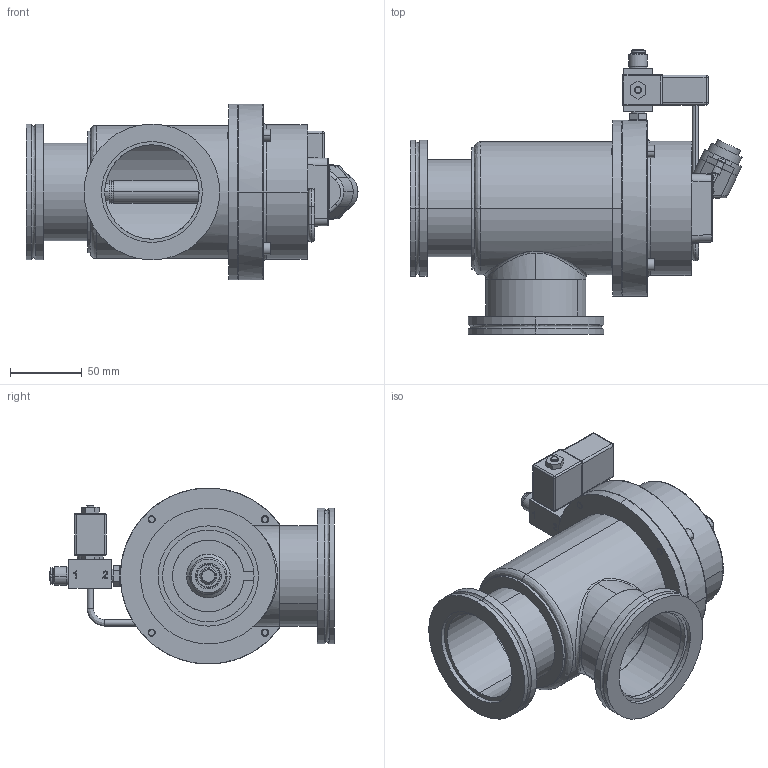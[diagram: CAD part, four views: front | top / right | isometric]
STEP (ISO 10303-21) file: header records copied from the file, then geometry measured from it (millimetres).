
FILE_DESCRIPTION (( 'STEP AP214' ), '1' );
FILE_NAME ('320VEP063-02.step', '2017-07-10T10:05:00', ( 'install' ), ( '' ), 'SwSTEP 2.0', 'SolidWorks 2015', '' );
FILE_SCHEMA (( 'AUTOMOTIVE_DESIGN' ));
Length unit declared in the file: millimetre
Products named in the file (1): 320VEP063-02
Bounding box: 232.04 x 198.8 x 123 mm (x, y, z)
Volume: 517934.6 mm3; surface area: 263723.8 mm2
Topology: 34 solids, 34 shells, 1897 faces, 4574 edges, 2771 vertices
Faces by surface type: cylinder 664, plane 615, bspline 450, cone 161, torus 7
Entity records: 101144 total; most frequent: CARTESIAN_POINT 39498, ORIENTED_EDGE 9032, DIRECTION 7445, EDGE_CURVE 4516, VERTEX_POINT 2771, AXIS2_PLACEMENT_3D 2720, EDGE_LOOP 2063, VECTOR 2005
